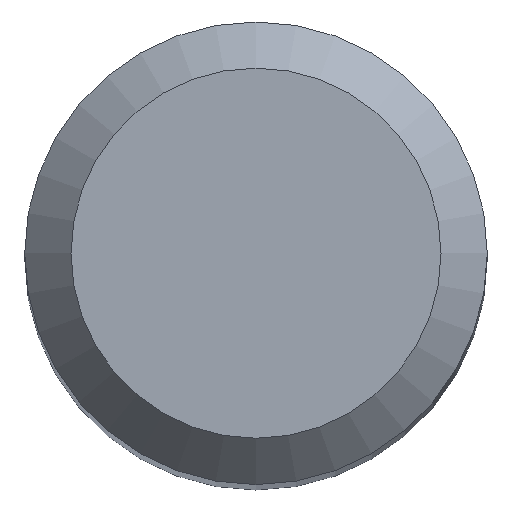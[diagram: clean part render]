
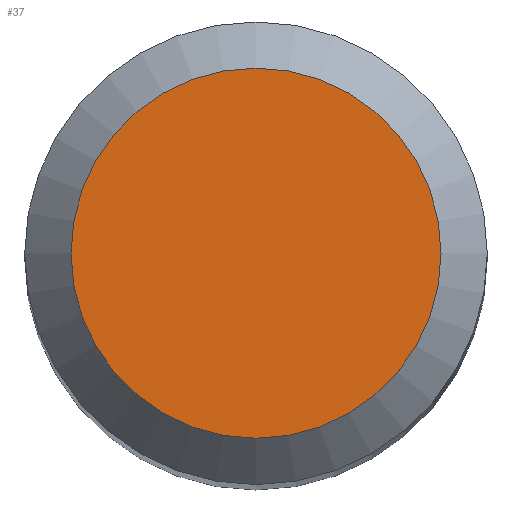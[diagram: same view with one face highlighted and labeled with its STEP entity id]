
A CAD part, top view. The second image highlights one B-rep face of the part: STEP entity #37.
In plain terms, the highlighted planar face has unit normal (0, 0, 1).
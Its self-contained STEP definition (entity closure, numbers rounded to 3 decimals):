
#4 = CARTESIAN_POINT ( 'NONE',  ( 0., 0., 57. ) ) ;
#10 = CARTESIAN_POINT ( 'NONE',  ( 0., 2.4, 57. ) ) ;
#36 = DIRECTION ( 'NONE',  ( 0., 1., 0. ) ) ;
#37 = ADVANCED_FACE ( 'NONE', ( #203 ), #67, .F. ) ;
#46 = ORIENTED_EDGE ( 'NONE', *, *, #127, .F. ) ;
#55 = CIRCLE ( 'NONE', #226, 2.4 ) ;
#67 = PLANE ( 'NONE',  #241 ) ;
#72 = DIRECTION ( 'NONE',  ( 0., 0., -1. ) ) ;
#127 = EDGE_CURVE ( 'NONE', #164, #164, #55, .T. ) ;
#164 = VERTEX_POINT ( 'NONE', #10 ) ;
#169 = CARTESIAN_POINT ( 'NONE',  ( 0., 0., 57. ) ) ;
#203 = FACE_OUTER_BOUND ( 'NONE', #217, .T. ) ;
#217 = EDGE_LOOP ( 'NONE', ( #46 ) ) ;
#218 = DIRECTION ( 'NONE',  ( 0., 0., -1. ) ) ;
#226 = AXIS2_PLACEMENT_3D ( 'NONE', #169, #72, #239 ) ;
#239 = DIRECTION ( 'NONE',  ( 0., 1., 0. ) ) ;
#241 = AXIS2_PLACEMENT_3D ( 'NONE', #4, #218, #36 ) ;
